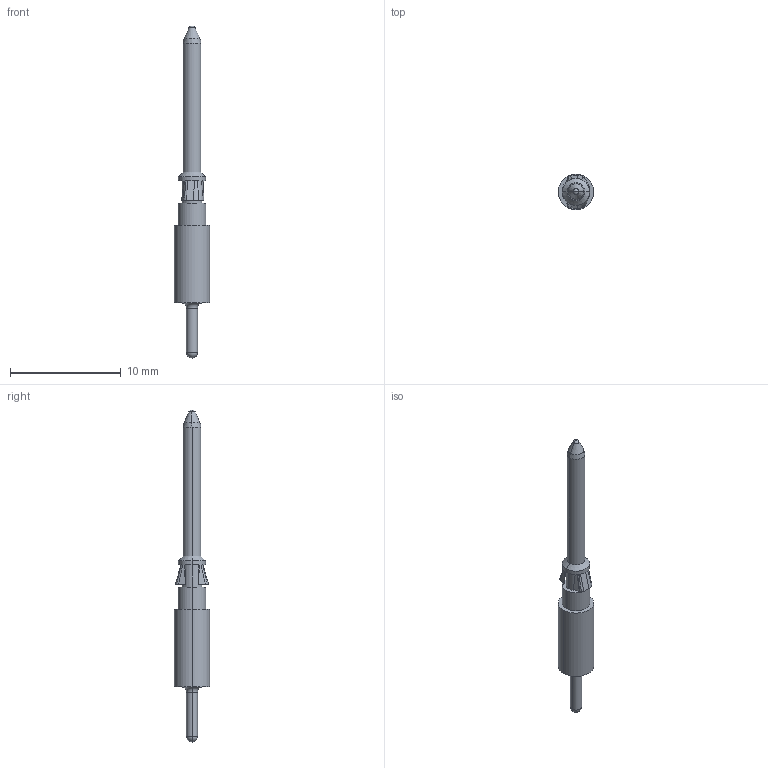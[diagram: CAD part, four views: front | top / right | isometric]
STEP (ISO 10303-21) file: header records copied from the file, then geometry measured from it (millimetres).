
FILE_DESCRIPTION((''),'2;1');
FILE_NAME('3D_1010172100301_CDGM-0_37_V1_0','2017-09-19T',('tl.yang'),(''),'PRO/ENGINEER BY PARAMETRIC TECHNOLOGY CORPORATION, 2011500','PRO/ENGINEER BY PARAMETRIC TECHNOLOGY CORPORATION, 2011500','');
FILE_SCHEMA(('CONFIG_CONTROL_DESIGN'));
Length unit declared in the file: millimetre
Products named in the file (1): 3D_1010172100301_CDGM-0_37_V1_0
Bounding box: 3.2 x 3.2 x 30 mm (x, y, z)
Volume: 104.3 mm3; surface area: 220.6 mm2
Topology: 1 solids, 1 shells, 78 faces, 195 edges, 119 vertices
Faces by surface type: bspline 46, cylinder 12, plane 10, cone 4, sphere 4, torus 2
Entity records: 3669 total; most frequent: CARTESIAN_POINT 2087, ORIENTED_EDGE 382, DIRECTION 203, EDGE_CURVE 191, VERTEX_POINT 119, B_SPLINE_CURVE_WITH_KNOTS 91, EDGE_LOOP 82, FACE_OUTER_BOUND 78
